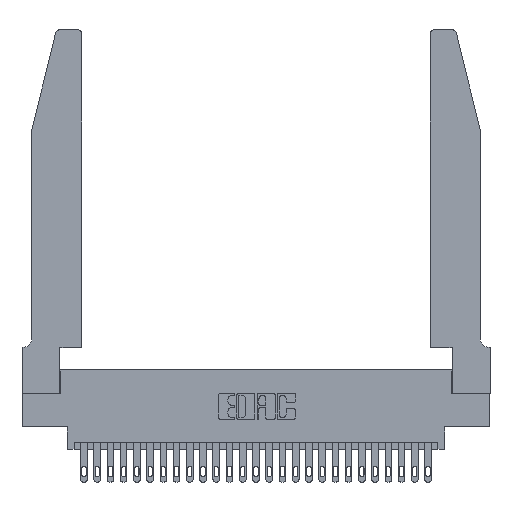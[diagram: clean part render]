
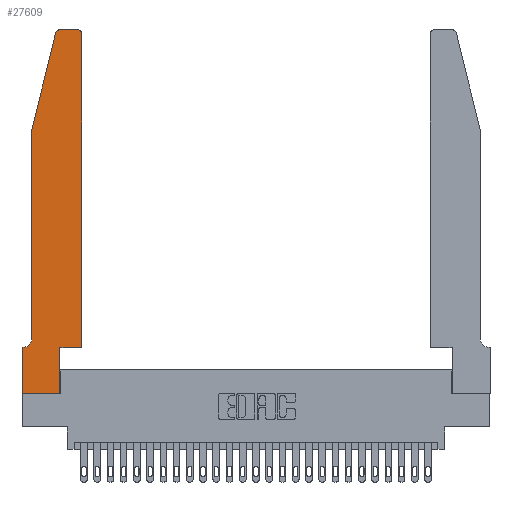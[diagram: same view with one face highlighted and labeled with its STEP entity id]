
A CAD part, top view. The second image highlights one B-rep face of the part: STEP entity #27609.
In plain terms, the highlighted planar face has unit normal (0, 0, 1).
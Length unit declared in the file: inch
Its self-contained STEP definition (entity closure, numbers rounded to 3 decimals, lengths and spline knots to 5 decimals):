
#354 = DIRECTION ( 'NONE',  ( 0., -1., 0. ) ) ;
#1183 = AXIS2_PLACEMENT_3D ( 'NONE', #10233, #25354, #12401 ) ;
#1475 = CARTESIAN_POINT ( 'NONE',  ( 0.284, 2.75, 0.37 ) ) ;
#1530 = VECTOR ( 'NONE', #8892, 39.37008 ) ;
#1532 = VERTEX_POINT ( 'NONE', #12379 ) ;
#1545 = VERTEX_POINT ( 'NONE', #1475 ) ;
#1929 = VERTEX_POINT ( 'NONE', #26942 ) ;
#2215 = LINE ( 'NONE', #8674, #15431 ) ;
#2284 = EDGE_CURVE ( 'NONE', #19057, #20880, #12617, .T. ) ;
#2296 = ORIENTED_EDGE ( 'NONE', *, *, #15213, .T. ) ;
#2980 = EDGE_CURVE ( 'NONE', #9422, #1532, #4388, .T. ) ;
#3049 = CARTESIAN_POINT ( 'NONE',  ( 0.4505, 0.35, 0.37 ) ) ;
#3288 = CARTESIAN_POINT ( 'NONE',  ( 0.2865, 0., 0.37 ) ) ;
#3629 = DIRECTION ( 'NONE',  ( 0., 1., 0. ) ) ;
#3826 = CARTESIAN_POINT ( 'NONE',  ( 0.25487, 2.72718, 0.37 ) ) ;
#3882 = DIRECTION ( 'NONE',  ( 0., 1., 0. ) ) ;
#4388 = LINE ( 'NONE', #27798, #27139 ) ;
#4559 = ORIENTED_EDGE ( 'NONE', *, *, #20084, .T. ) ;
#4713 = CARTESIAN_POINT ( 'NONE',  ( 0.2605, 2.75, 0.37 ) ) ;
#5022 = ORIENTED_EDGE ( 'NONE', *, *, #27587, .T. ) ;
#5325 = ORIENTED_EDGE ( 'NONE', *, *, #17526, .T. ) ;
#6546 = LINE ( 'NONE', #25279, #20461 ) ;
#6712 = CARTESIAN_POINT ( 'NONE',  ( 0.2865, 0.35, 0.37 ) ) ;
#7217 = AXIS2_PLACEMENT_3D ( 'NONE', #10737, #27666, #10653 ) ;
#8173 = VECTOR ( 'NONE', #3629, 39.37008 ) ;
#8371 = ORIENTED_EDGE ( 'NONE', *, *, #21513, .T. ) ;
#8377 = CARTESIAN_POINT ( 'NONE',  ( 0.2865, 0.35, 0.37 ) ) ;
#8674 = CARTESIAN_POINT ( 'NONE',  ( 0.0755, 0.35, 0.37 ) ) ;
#8719 = ORIENTED_EDGE ( 'NONE', *, *, #19722, .T. ) ;
#8734 = EDGE_CURVE ( 'NONE', #20292, #14326, #17917, .T. ) ;
#8892 = DIRECTION ( 'NONE',  ( -1., 0., 0. ) ) ;
#9153 = CARTESIAN_POINT ( 'NONE',  ( 0., 0.35, 0.37 ) ) ;
#9422 = VERTEX_POINT ( 'NONE', #3826 ) ;
#9459 = DIRECTION ( 'NONE',  ( -1., 0., 0. ) ) ;
#9592 = CARTESIAN_POINT ( 'NONE',  ( 0.4505, 2.72, 0.37 ) ) ;
#9594 = ORIENTED_EDGE ( 'NONE', *, *, #2980, .T. ) ;
#9653 = VECTOR ( 'NONE', #3882, 39.37008 ) ;
#9794 = EDGE_LOOP ( 'NONE', ( #4559, #2296, #9594, #5022, #13845, #14551, #5325, #8371, #26825, #8719, #18859, #9940 ) ) ;
#9940 = ORIENTED_EDGE ( 'NONE', *, *, #8734, .T. ) ;
#9951 = CARTESIAN_POINT ( 'NONE',  ( 0., 0., 0.37 ) ) ;
#10233 = CARTESIAN_POINT ( 'NONE',  ( 0.284, 2.72, 0.37 ) ) ;
#10489 = VERTEX_POINT ( 'NONE', #3049 ) ;
#10596 = CIRCLE ( 'NONE', #1183, 0.03 ) ;
#10653 = DIRECTION ( 'NONE',  ( 1., 0., 0. ) ) ;
#10737 = CARTESIAN_POINT ( 'NONE',  ( 0.4205, 2.72, 0.37 ) ) ;
#11228 = AXIS2_PLACEMENT_3D ( 'NONE', #11567, #11861, #9459 ) ;
#11567 = CARTESIAN_POINT ( 'NONE',  ( 0.0055, 0.42, 0.37 ) ) ;
#11861 = DIRECTION ( 'NONE',  ( 0., 0., -1. ) ) ;
#12379 = CARTESIAN_POINT ( 'NONE',  ( 0.0755, 2., 0.37 ) ) ;
#12401 = DIRECTION ( 'NONE',  ( 1., 0., 0. ) ) ;
#12617 = CIRCLE ( 'NONE', #11228, 0.07 ) ;
#13618 = PLANE ( 'NONE',  #13786 ) ;
#13786 = AXIS2_PLACEMENT_3D ( 'NONE', #9153, #17753, #22125 ) ;
#13841 = EDGE_CURVE ( 'NONE', #10489, #20292, #26923, .T. ) ;
#13845 = ORIENTED_EDGE ( 'NONE', *, *, #2284, .T. ) ;
#14143 = CARTESIAN_POINT ( 'NONE',  ( 0.4205, 2.75, 0.37 ) ) ;
#14326 = VERTEX_POINT ( 'NONE', #14143 ) ;
#14551 = ORIENTED_EDGE ( 'NONE', *, *, #26228, .T. ) ;
#15213 = EDGE_CURVE ( 'NONE', #1545, #9422, #10596, .T. ) ;
#15431 = VECTOR ( 'NONE', #26382, 39.37008 ) ;
#15571 = EDGE_CURVE ( 'NONE', #27210, #27126, #18329, .T. ) ;
#15965 = VERTEX_POINT ( 'NONE', #9951 ) ;
#16595 = CARTESIAN_POINT ( 'NONE',  ( 0., 0., 0.37 ) ) ;
#16814 = VECTOR ( 'NONE', #354, 39.37008 ) ;
#17096 = LINE ( 'NONE', #4713, #1530 ) ;
#17526 = EDGE_CURVE ( 'NONE', #1929, #15965, #20314, .T. ) ;
#17753 = DIRECTION ( 'NONE',  ( 0., 0., 1. ) ) ;
#17917 = CIRCLE ( 'NONE', #7217, 0.03 ) ;
#18329 = LINE ( 'NONE', #8377, #8173 ) ;
#18465 = VECTOR ( 'NONE', #22167, 39.37008 ) ;
#18859 = ORIENTED_EDGE ( 'NONE', *, *, #13841, .T. ) ;
#19057 = VERTEX_POINT ( 'NONE', #21253 ) ;
#19722 = EDGE_CURVE ( 'NONE', #27126, #10489, #26277, .T. ) ;
#20084 = EDGE_CURVE ( 'NONE', #14326, #1545, #17096, .T. ) ;
#20292 = VERTEX_POINT ( 'NONE', #9592 ) ;
#20314 = LINE ( 'NONE', #16595, #27739 ) ;
#20461 = VECTOR ( 'NONE', #22825, 39.37008 ) ;
#20644 = CARTESIAN_POINT ( 'NONE',  ( 0.0055, 0.35, 0.37 ) ) ;
#20880 = VERTEX_POINT ( 'NONE', #20644 ) ;
#21159 = DIRECTION ( 'NONE',  ( 0., -1., 0. ) ) ;
#21238 = FACE_OUTER_BOUND ( 'NONE', #9794, .T. ) ;
#21253 = CARTESIAN_POINT ( 'NONE',  ( 0.0755, 0.42, 0.37 ) ) ;
#21513 = EDGE_CURVE ( 'NONE', #15965, #27210, #6546, .T. ) ;
#22070 = CARTESIAN_POINT ( 'NONE',  ( 0.4505, 0.35, 0.37 ) ) ;
#22125 = DIRECTION ( 'NONE',  ( 1., 0., 0. ) ) ;
#22167 = DIRECTION ( 'NONE',  ( 1., 0., 0. ) ) ;
#22229 = LINE ( 'NONE', #24024, #16814 ) ;
#22825 = DIRECTION ( 'NONE',  ( 1., 0., 0. ) ) ;
#23417 = CARTESIAN_POINT ( 'NONE',  ( 0.4505, 0.35, 0.37 ) ) ;
#23560 = DIRECTION ( 'NONE',  ( -0.239, -0.971, 0. ) ) ;
#24024 = CARTESIAN_POINT ( 'NONE',  ( 0.0755, 2., 0.37 ) ) ;
#25279 = CARTESIAN_POINT ( 'NONE',  ( 0., 0., 0.37 ) ) ;
#25354 = DIRECTION ( 'NONE',  ( 0., 0., 1. ) ) ;
#26228 = EDGE_CURVE ( 'NONE', #20880, #1929, #2215, .T. ) ;
#26277 = LINE ( 'NONE', #22070, #18465 ) ;
#26382 = DIRECTION ( 'NONE',  ( -1., 0., 0. ) ) ;
#26825 = ORIENTED_EDGE ( 'NONE', *, *, #15571, .T. ) ;
#26923 = LINE ( 'NONE', #23417, #9653 ) ;
#26942 = CARTESIAN_POINT ( 'NONE',  ( 0., 0.35, 0.37 ) ) ;
#27126 = VERTEX_POINT ( 'NONE', #6712 ) ;
#27139 = VECTOR ( 'NONE', #23560, 39.37008 ) ;
#27210 = VERTEX_POINT ( 'NONE', #3288 ) ;
#27587 = EDGE_CURVE ( 'NONE', #1532, #19057, #22229, .T. ) ;
#27609 = ADVANCED_FACE ( 'NONE', ( #21238 ), #13618, .T. ) ;
#27666 = DIRECTION ( 'NONE',  ( 0., 0., 1. ) ) ;
#27739 = VECTOR ( 'NONE', #21159, 39.37008 ) ;
#27798 = CARTESIAN_POINT ( 'NONE',  ( 0.0755, 2., 0.37 ) ) ;
